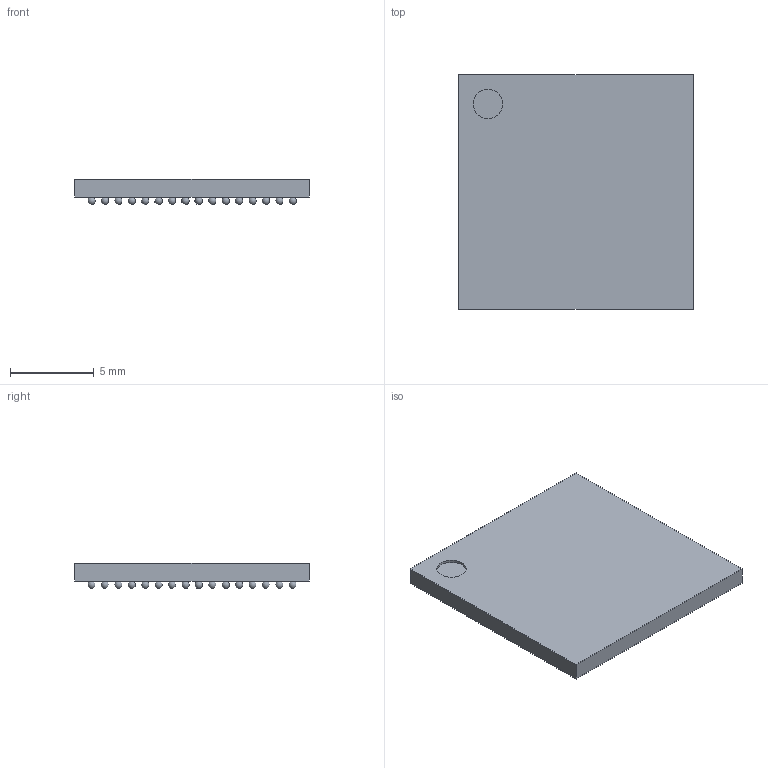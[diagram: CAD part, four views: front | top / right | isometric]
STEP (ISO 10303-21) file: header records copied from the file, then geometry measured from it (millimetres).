
FILE_DESCRIPTION(('FreeCAD Model'),'2;1');
FILE_NAME('20717466.1.1.stp','2025-07-28T14:18:37',( 'Author'),(''),'Open CASCADE STEP processor 6.9','FreeCAD','Unknown' );
FILE_SCHEMA(('AUTOMOTIVE_DESIGN { 1 0 10303 214 1 1 1 1 }'));
Length unit declared in the file: millimetre
Products named in the file (3): ASSEMBLY; Array; Body
Assembly tree (2 placements, depth 2):
  ASSEMBLY
    Array
    Body
Bounding box: 14 x 14 x 1.5 mm (x, y, z)
Volume: 217.7 mm3; surface area: 614.5 mm2
Topology: 257 solids, 257 shells, 264 faces, 783 edges, 522 vertices
Faces by surface type: sphere 256, plane 7, cylinder 1
Full cylindrical faces by diameter (mm): 1.75 x1
Entity records: 5831 total; most frequent: DIRECTION 581, CARTESIAN_POINT 578, AXIS2_PLACEMENT_3D 269, VERTEX_POINT 266, FACE_BOUND 265, ADVANCED_FACE 264, MANIFOLD_SOLID_BREP 257, CLOSED_SHELL 257
